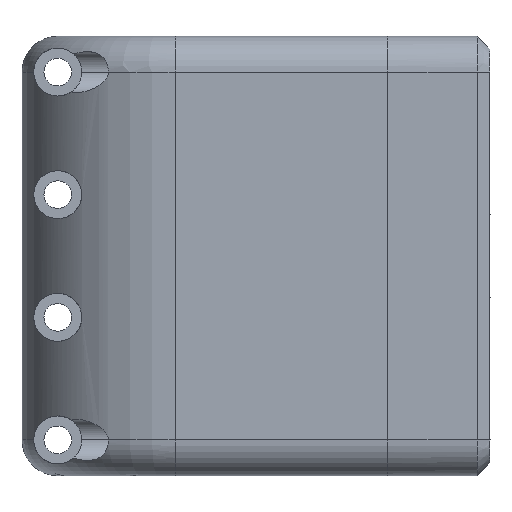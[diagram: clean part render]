
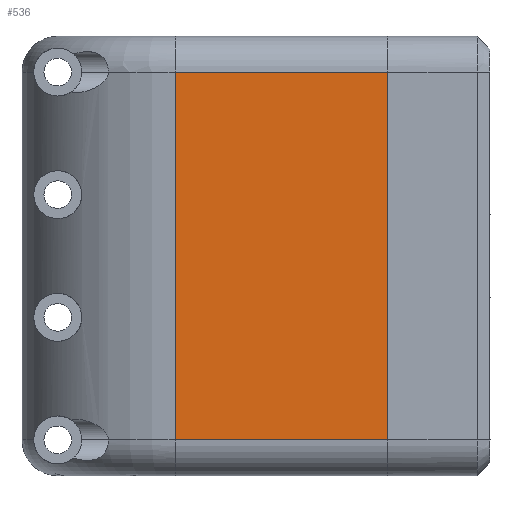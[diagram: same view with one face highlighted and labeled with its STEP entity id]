
A CAD part, front view. The second image highlights one B-rep face of the part: STEP entity #536.
In plain terms, the highlighted planar face has unit normal (0, -1, 0).
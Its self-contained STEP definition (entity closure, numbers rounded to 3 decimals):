
#536=ADVANCED_FACE('',(#965),#4288,.T.);
#965=FACE_OUTER_BOUND('',#1443,.F.);
#1443=EDGE_LOOP('',(#2416,#2417,#2418,#2419));
#2416=ORIENTED_EDGE('',*,*,#6608,.T.);
#2417=ORIENTED_EDGE('',*,*,#6862,.T.);
#2418=ORIENTED_EDGE('',*,*,#6865,.F.);
#2419=ORIENTED_EDGE('',*,*,#6847,.F.);
#4288=PLANE('',#10254);
#6608=EDGE_CURVE('',#9392,#9380,#7612,.T.);
#6847=EDGE_CURVE('',#9392,#9201,#7748,.T.);
#6862=EDGE_CURVE('',#9380,#9198,#7760,.T.);
#6865=EDGE_CURVE('',#9201,#9198,#7763,.T.);
#7612=LINE('',#15698,#8336);
#7748=LINE('',#15937,#8472);
#7760=LINE('',#15952,#8484);
#7763=LINE('',#15955,#8487);
#8336=VECTOR('',#11052,36.);
#8472=VECTOR('',#11394,20.8);
#8484=VECTOR('',#11412,20.8);
#8487=VECTOR('',#11415,36.);
#9198=VERTEX_POINT('',#13338);
#9201=VERTEX_POINT('',#13341);
#9380=VERTEX_POINT('',#13520);
#9392=VERTEX_POINT('',#13532);
#10254=AXIS2_PLACEMENT_3D('',#16643,#12344,#12345);
#11052=DIRECTION('',(0.,0.,-1.));
#11394=DIRECTION('',(-1.,0.,0.));
#11412=DIRECTION('',(-1.,0.,0.));
#11415=DIRECTION('',(0.,0.,-1.));
#12344=DIRECTION('',(0.,-1.,0.));
#12345=DIRECTION('',(0.,0.,-1.));
#13338=CARTESIAN_POINT('',(166.865,-21.5,-146.5));
#13341=CARTESIAN_POINT('',(166.865,-21.5,-110.5));
#13520=CARTESIAN_POINT('',(187.665,-21.5,-146.5));
#13532=CARTESIAN_POINT('',(187.665,-21.5,-110.5));
#15698=CARTESIAN_POINT('',(187.665,-21.5,-110.5));
#15937=CARTESIAN_POINT('',(187.665,-21.5,-110.5));
#15952=CARTESIAN_POINT('',(187.665,-21.5,-146.5));
#15955=CARTESIAN_POINT('',(166.865,-21.5,-110.5));
#16643=CARTESIAN_POINT('',(151.865,-21.5,-107.));
